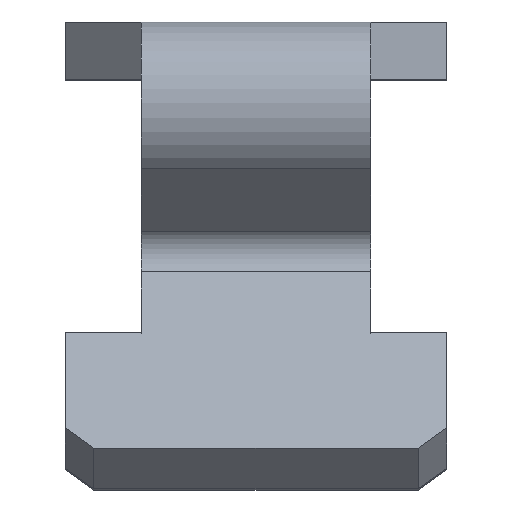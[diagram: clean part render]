
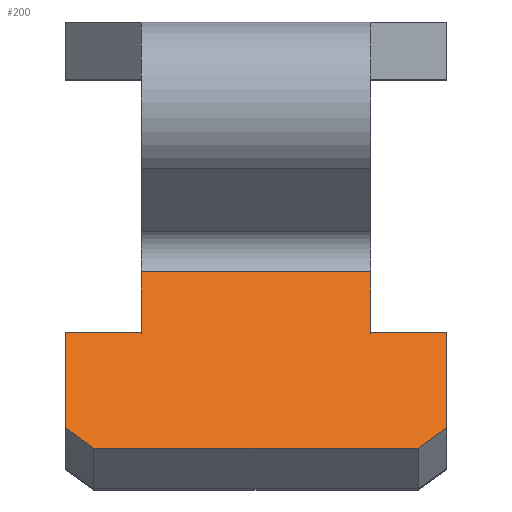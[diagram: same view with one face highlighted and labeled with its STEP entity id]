
A CAD part, top view. The second image highlights one B-rep face of the part: STEP entity #200.
In plain terms, the highlighted planar face has unit normal (0, 0.707, 0.707).
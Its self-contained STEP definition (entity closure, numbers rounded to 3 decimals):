
#200=ADVANCED_FACE('',(#276),#277,.T.);
#276=FACE_OUTER_BOUND('',#365,.T.);
#277=PLANE('',#366);
#365=EDGE_LOOP('',(#656,#657,#658,#659,#660,#661,#662,#663,#664,#665));
#366=AXIS2_PLACEMENT_3D('',#666,#667,#668);
#656=ORIENTED_EDGE('',*,*,#874,.T.);
#657=ORIENTED_EDGE('',*,*,#770,.T.);
#658=ORIENTED_EDGE('',*,*,#875,.T.);
#659=ORIENTED_EDGE('',*,*,#774,.T.);
#660=ORIENTED_EDGE('',*,*,#876,.T.);
#661=ORIENTED_EDGE('',*,*,#837,.T.);
#662=ORIENTED_EDGE('',*,*,#877,.T.);
#663=ORIENTED_EDGE('',*,*,#844,.F.);
#664=ORIENTED_EDGE('',*,*,#878,.T.);
#665=ORIENTED_EDGE('',*,*,#768,.T.);
#666=CARTESIAN_POINT('',(-6.65,-7.998,7.945));
#667=DIRECTION('',(0.0,0.707,0.707));
#668=DIRECTION('',(0.0,-0.707,0.707));
#768=EDGE_CURVE('',#893,#891,#894,.T.);
#770=EDGE_CURVE('',#896,#897,#898,.T.);
#774=EDGE_CURVE('',#904,#905,#906,.F.);
#837=EDGE_CURVE('',#1018,#1016,#1019,.T.);
#844=EDGE_CURVE('',#1029,#1031,#1032,.T.);
#874=EDGE_CURVE('',#891,#896,#1078,.T.);
#875=EDGE_CURVE('',#897,#904,#1079,.T.);
#876=EDGE_CURVE('',#905,#1018,#1080,.F.);
#877=EDGE_CURVE('',#1016,#1031,#1081,.F.);
#878=EDGE_CURVE('',#1029,#893,#1082,.F.);
#891=VERTEX_POINT('',#1096);
#893=VERTEX_POINT('',#1099);
#894=LINE('',#1100,#1101);
#896=VERTEX_POINT('',#1104);
#897=VERTEX_POINT('',#1105);
#898=LINE('',#1106,#1107);
#904=VERTEX_POINT('',#1116);
#905=VERTEX_POINT('',#1117);
#906=LINE('',#1118,#1119);
#1016=VERTEX_POINT('',#1278);
#1018=VERTEX_POINT('',#1280);
#1019=LINE('',#1281,#1282);
#1029=VERTEX_POINT('',#1295);
#1031=VERTEX_POINT('',#1298);
#1032=LINE('',#1299,#1300);
#1078=LINE('',#1372,#1373);
#1079=LINE('',#1374,#1375);
#1080=LINE('',#1376,#1377);
#1081=LINE('',#1378,#1379);
#1082=LINE('',#1380,#1381);
#1096=CARTESIAN_POINT('',(-6.65,-14.149,14.097));
#1099=CARTESIAN_POINT('',(-6.65,-10.826,10.773));
#1100=CARTESIAN_POINT('',(-6.65,-7.998,7.945));
#1101=VECTOR('',#1402,1.0);
#1104=CARTESIAN_POINT('',(-5.65,-14.857,14.804));
#1105=CARTESIAN_POINT('',(5.65,-14.857,14.804));
#1106=CARTESIAN_POINT('',(-6.65,-14.857,14.804));
#1107=VECTOR('',#1404,1.0);
#1116=CARTESIAN_POINT('',(6.65,-14.149,14.097));
#1117=CARTESIAN_POINT('',(6.65,-10.826,10.773));
#1118=CARTESIAN_POINT('',(6.65,-7.998,7.945));
#1119=VECTOR('',#1408,1.0);
#1278=CARTESIAN_POINT('',(4.0,-8.705,8.652));
#1280=CARTESIAN_POINT('',(4.0,-10.826,10.773));
#1281=CARTESIAN_POINT('',(4.0,-10.826,10.773));
#1282=VECTOR('',#1497,1.0);
#1295=CARTESIAN_POINT('',(-4.0,-10.826,10.773));
#1298=CARTESIAN_POINT('',(-4.0,-8.705,8.652));
#1299=CARTESIAN_POINT('',(-4.0,-10.826,10.773));
#1300=VECTOR('',#1508,1.0);
#1372=CARTESIAN_POINT('',(-6.65,-14.149,14.097));
#1373=VECTOR('',#1544,1.0);
#1374=CARTESIAN_POINT('',(5.65,-14.857,14.804));
#1375=VECTOR('',#1545,1.0);
#1376=CARTESIAN_POINT('',(-6.65,-10.826,10.773));
#1377=VECTOR('',#1546,1.0);
#1378=CARTESIAN_POINT('',(-6.65,-8.705,8.652));
#1379=VECTOR('',#1547,1.0);
#1380=CARTESIAN_POINT('',(-6.65,-10.826,10.773));
#1381=VECTOR('',#1548,1.0);
#1402=DIRECTION('',(0.0,-0.707,0.707));
#1404=DIRECTION('',(1.0,0.0,0.0));
#1408=DIRECTION('',(0.0,-0.707,0.707));
#1497=DIRECTION('',(0.0,0.707,-0.707));
#1508=DIRECTION('',(0.,0.707,-0.707));
#1544=DIRECTION('',(0.707,-0.5,0.5));
#1545=DIRECTION('',(0.707,0.5,-0.5));
#1546=DIRECTION('',(1.0,0.0,0.0));
#1547=DIRECTION('',(1.0,0.0,0.0));
#1548=DIRECTION('',(1.0,0.0,0.0));
